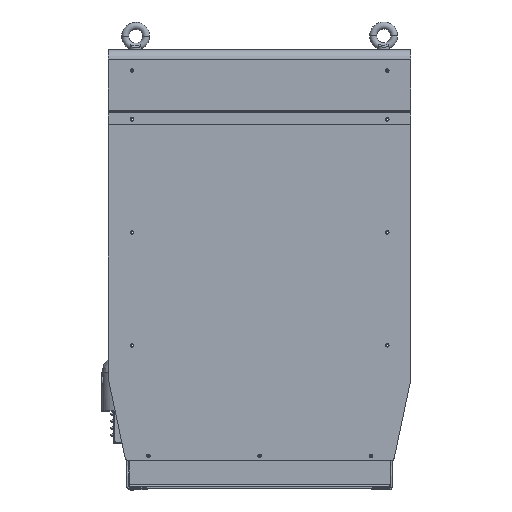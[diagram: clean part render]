
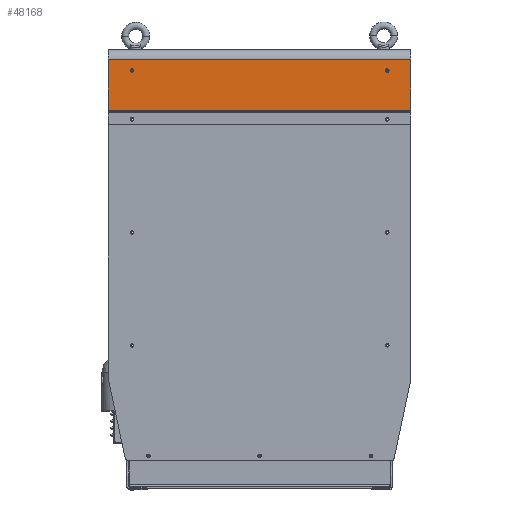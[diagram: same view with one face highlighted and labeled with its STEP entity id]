
A CAD part, top view. The second image highlights one B-rep face of the part: STEP entity #48168.
In plain terms, the highlighted planar face has unit normal (0, 0, 1).
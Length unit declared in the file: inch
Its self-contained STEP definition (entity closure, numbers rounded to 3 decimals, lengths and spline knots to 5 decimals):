
#2310 = CIRCLE ( 'NONE', #34842, 0.125 ) ;
#3876 = CARTESIAN_POINT ( 'NONE',  ( 1.45305, 32.17859, 7.68237 ) ) ;
#4236 = ORIENTED_EDGE ( 'NONE', *, *, #107738, .F. ) ;
#7113 = EDGE_LOOP ( 'NONE', ( #87644, #16834 ) ) ;
#9676 = VERTEX_POINT ( 'NONE', #55158 ) ;
#10993 = CIRCLE ( 'NONE', #120555, 0.125 ) ;
#13601 = CIRCLE ( 'NONE', #18161, 0.125 ) ;
#14287 = VERTEX_POINT ( 'NONE', #135590 ) ;
#15014 = VERTEX_POINT ( 'NONE', #63997 ) ;
#15163 = EDGE_CURVE ( 'NONE', #68676, #14287, #86552, .T. ) ;
#16630 = DIRECTION ( 'NONE',  ( 1., 0., 0. ) ) ;
#16834 = ORIENTED_EDGE ( 'NONE', *, *, #157103, .F. ) ;
#18161 = AXIS2_PLACEMENT_3D ( 'NONE', #56786, #145255, #69459 ) ;
#32838 = LINE ( 'NONE', #106788, #62514 ) ;
#33458 = VECTOR ( 'NONE', #16630, 39.37008 ) ;
#34842 = AXIS2_PLACEMENT_3D ( 'NONE', #48355, #136851, #61085 ) ;
#43609 = CARTESIAN_POINT ( 'NONE',  ( -18.59995, 31.5276, 7.68237 ) ) ;
#48168 = ADVANCED_FACE ( 'NONE', ( #126485, #92756, #63166 ), #62105, .T. ) ;
#48212 = ORIENTED_EDGE ( 'NONE', *, *, #60680, .T. ) ;
#48355 = CARTESIAN_POINT ( 'NONE',  ( -18.59995, 31.4026, 7.68237 ) ) ;
#49932 = DIRECTION ( 'NONE',  ( 0., 0., 1. ) ) ;
#55158 = CARTESIAN_POINT ( 'NONE',  ( -18.59995, 31.2776, 7.68237 ) ) ;
#55654 = DIRECTION ( 'NONE',  ( 0., -1., 0. ) ) ;
#56786 = CARTESIAN_POINT ( 'NONE',  ( -18.59995, 31.4026, 7.68237 ) ) ;
#58990 = CARTESIAN_POINT ( 'NONE',  ( -0.24395, 31.4026, 7.68237 ) ) ;
#59919 = CARTESIAN_POINT ( 'NONE',  ( 1.45305, 32.17859, 7.68237 ) ) ;
#60545 = CIRCLE ( 'NONE', #60907, 0.125 ) ;
#60680 = EDGE_CURVE ( 'NONE', #69313, #162142, #32838, .T. ) ;
#60907 = AXIS2_PLACEMENT_3D ( 'NONE', #58990, #147466, #71685 ) ;
#61085 = DIRECTION ( 'NONE',  ( 0., 1., 0. ) ) ;
#61683 = CARTESIAN_POINT ( 'NONE',  ( -0.24395, 31.4026, 7.68237 ) ) ;
#62105 = PLANE ( 'NONE',  #67894 ) ;
#62514 = VECTOR ( 'NONE', #81419, 39.37008 ) ;
#63166 = FACE_OUTER_BOUND ( 'NONE', #86747, .T. ) ;
#63997 = CARTESIAN_POINT ( 'NONE',  ( -0.24395, 31.5276, 7.68237 ) ) ;
#65627 = CARTESIAN_POINT ( 'NONE',  ( 1.45305, 28.54742, 7.68237 ) ) ;
#66135 = VERTEX_POINT ( 'NONE', #43609 ) ;
#66933 = ORIENTED_EDGE ( 'NONE', *, *, #90899, .F. ) ;
#67894 = AXIS2_PLACEMENT_3D ( 'NONE', #125676, #49932, #138416 ) ;
#68676 = VERTEX_POINT ( 'NONE', #72999 ) ;
#69313 = VERTEX_POINT ( 'NONE', #65627 ) ;
#69459 = DIRECTION ( 'NONE',  ( 0., 1., 0. ) ) ;
#71685 = DIRECTION ( 'NONE',  ( 0., 1., 0. ) ) ;
#72999 = CARTESIAN_POINT ( 'NONE',  ( -20.29695, 32.17859, 7.68237 ) ) ;
#74352 = DIRECTION ( 'NONE',  ( 0., 1., 0. ) ) ;
#78317 = EDGE_CURVE ( 'NONE', #9676, #66135, #2310, .T. ) ;
#81419 = DIRECTION ( 'NONE',  ( 0., 1., 0. ) ) ;
#82989 = VERTEX_POINT ( 'NONE', #150948 ) ;
#84583 = VECTOR ( 'NONE', #87863, 39.37008 ) ;
#86552 = LINE ( 'NONE', #131981, #124141 ) ;
#86747 = EDGE_LOOP ( 'NONE', ( #107090, #133028, #48212, #66933 ) ) ;
#87644 = ORIENTED_EDGE ( 'NONE', *, *, #78317, .F. ) ;
#87863 = DIRECTION ( 'NONE',  ( -1., 0., 0. ) ) ;
#90899 = EDGE_CURVE ( 'NONE', #68676, #162142, #138360, .T. ) ;
#91515 = ORIENTED_EDGE ( 'NONE', *, *, #119931, .F. ) ;
#92756 = FACE_BOUND ( 'NONE', #123667, .T. ) ;
#106788 = CARTESIAN_POINT ( 'NONE',  ( 1.45305, 28.02881, 7.68237 ) ) ;
#107090 = ORIENTED_EDGE ( 'NONE', *, *, #15163, .T. ) ;
#107738 = EDGE_CURVE ( 'NONE', #82989, #15014, #60545, .T. ) ;
#118180 = LINE ( 'NONE', #163680, #84583 ) ;
#119931 = EDGE_CURVE ( 'NONE', #15014, #82989, #10993, .T. ) ;
#120555 = AXIS2_PLACEMENT_3D ( 'NONE', #61683, #150139, #74352 ) ;
#123667 = EDGE_LOOP ( 'NONE', ( #4236, #91515 ) ) ;
#124141 = VECTOR ( 'NONE', #55654, 39.37008 ) ;
#125676 = CARTESIAN_POINT ( 'NONE',  ( 1.45305, 52.41081, 7.68237 ) ) ;
#126485 = FACE_BOUND ( 'NONE', #7113, .T. ) ;
#131981 = CARTESIAN_POINT ( 'NONE',  ( -20.29695, 28.02881, 7.68237 ) ) ;
#133028 = ORIENTED_EDGE ( 'NONE', *, *, #148595, .F. ) ;
#135590 = CARTESIAN_POINT ( 'NONE',  ( -20.29695, 28.54742, 7.68237 ) ) ;
#136851 = DIRECTION ( 'NONE',  ( 0., 0., 1. ) ) ;
#138360 = LINE ( 'NONE', #3876, #33458 ) ;
#138416 = DIRECTION ( 'NONE',  ( -1., 0., 0. ) ) ;
#145255 = DIRECTION ( 'NONE',  ( 0., 0., 1. ) ) ;
#147466 = DIRECTION ( 'NONE',  ( 0., 0., 1. ) ) ;
#148595 = EDGE_CURVE ( 'NONE', #69313, #14287, #118180, .T. ) ;
#150139 = DIRECTION ( 'NONE',  ( 0., 0., 1. ) ) ;
#150948 = CARTESIAN_POINT ( 'NONE',  ( -0.24395, 31.2776, 7.68237 ) ) ;
#157103 = EDGE_CURVE ( 'NONE', #66135, #9676, #13601, .T. ) ;
#162142 = VERTEX_POINT ( 'NONE', #59919 ) ;
#163680 = CARTESIAN_POINT ( 'NONE',  ( 1.45305, 28.54742, 7.68237 ) ) ;
